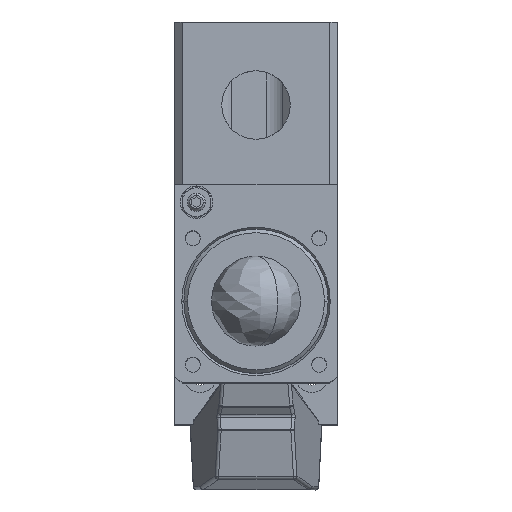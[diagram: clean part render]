
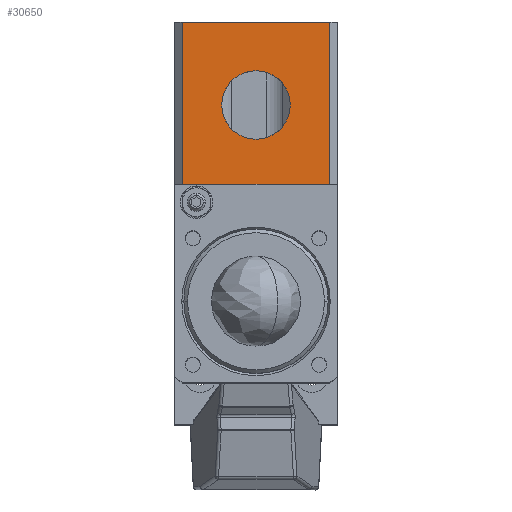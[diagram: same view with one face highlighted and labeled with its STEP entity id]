
A CAD part, top view. The second image highlights one B-rep face of the part: STEP entity #30650.
In plain terms, the highlighted planar face has unit normal (0, 0, 1).
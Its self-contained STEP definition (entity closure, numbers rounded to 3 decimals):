
#5874 = CARTESIAN_POINT ( 'NONE',  ( 8.796, 63.448, 110.9 ) ) ;
#5954 = CARTESIAN_POINT ( 'NONE',  ( -10.204, 63.448, 110.9 ) ) ;
#6058 = CARTESIAN_POINT ( 'NONE',  ( -21.204, 86.448, 110.9 ) ) ;
#6076 = CARTESIAN_POINT ( 'NONE',  ( -21.204, 41.448, 110.9 ) ) ;
#6176 = CARTESIAN_POINT ( 'NONE',  ( 19.796, 86.448, 110.9 ) ) ;
#7951 = CARTESIAN_POINT ( 'NONE',  ( 19.796, 41.448, 110.9 ) ) ;
#14441 = EDGE_CURVE ( 'NONE', #40238, #40183, #40954, .T. ) ;
#14533 = EDGE_CURVE ( 'NONE', #39903, #40033, #34873, .T. ) ;
#14643 = EDGE_CURVE ( 'NONE', #40488, #39345, #35040, .T. ) ;
#15050 = EDGE_CURVE ( 'NONE', #40488, #40183, #35693, .T. ) ;
#15079 = EDGE_CURVE ( 'NONE', #39345, #40238, #35738, .T. ) ;
#15207 = EDGE_CURVE ( 'NONE', #40033, #39903, #35917, .T. ) ;
#19003 = AXIS2_PLACEMENT_3D ( 'NONE', #36642, #36643, #36644 ) ;
#19401 = AXIS2_PLACEMENT_3D ( 'NONE', #27205, #27206, #27208 ) ;
#21570 = AXIS2_PLACEMENT_3D ( 'NONE', #25394, #25395, #25396 ) ;
#25387 = PLANE ( 'NONE',  #21570 ) ;
#25394 = CARTESIAN_POINT ( 'NONE',  ( 21.796, 86.448, 110.9 ) ) ;
#25395 = DIRECTION ( 'NONE',  ( 0., 0., -1. ) ) ;
#25396 = DIRECTION ( 'NONE',  ( -1., 0., 0. ) ) ;
#26229 = FACE_OUTER_BOUND ( 'NONE', #29314, .T. ) ;
#26233 = FACE_BOUND ( 'NONE', #29481, .T. ) ;
#27205 = CARTESIAN_POINT ( 'NONE',  ( -0.704, 63.448, 110.9 ) ) ;
#27206 = DIRECTION ( 'NONE',  ( 0., 0., 1. ) ) ;
#27208 = DIRECTION ( 'NONE',  ( 1., 0., 0. ) ) ;
#29314 = EDGE_LOOP ( 'NONE', ( #30076, #29798, #29694, #30241 ) ) ;
#29481 = EDGE_LOOP ( 'NONE', ( #29754, #29564 ) ) ;
#29564 = ORIENTED_EDGE ( 'NONE', *, *, #15207, .F. ) ;
#29694 = ORIENTED_EDGE ( 'NONE', *, *, #14441, .F. ) ;
#29754 = ORIENTED_EDGE ( 'NONE', *, *, #14533, .F. ) ;
#29798 = ORIENTED_EDGE ( 'NONE', *, *, #15050, .T. ) ;
#30076 = ORIENTED_EDGE ( 'NONE', *, *, #14643, .F. ) ;
#30241 = ORIENTED_EDGE ( 'NONE', *, *, #15079, .F. ) ;
#30650 = ADVANCED_FACE ( 'NONE', ( #26229, #26233 ), #25387, .F. ) ;
#31333 = CARTESIAN_POINT ( 'NONE',  ( 19.796, 86.448, 110.9 ) ) ;
#31338 = DIRECTION ( 'NONE',  ( -1., 0., 0. ) ) ;
#31655 = DIRECTION ( 'NONE',  ( -1., 0., 0. ) ) ;
#31660 = CARTESIAN_POINT ( 'NONE',  ( 21.796, 41.448, 110.9 ) ) ;
#33497 = CARTESIAN_POINT ( 'NONE',  ( 19.796, 86.448, 110.9 ) ) ;
#33502 = DIRECTION ( 'NONE',  ( 0., -1., 0. ) ) ;
#34873 = CIRCLE ( 'NONE', #19003, 9.5 ) ;
#35040 = LINE ( 'NONE', #33497, #35041 ) ;
#35041 = VECTOR ( 'NONE', #33502, 1000. ) ;
#35693 = LINE ( 'NONE', #31333, #35699 ) ;
#35699 = VECTOR ( 'NONE', #31338, 1000. ) ;
#35738 = LINE ( 'NONE', #31660, #35744 ) ;
#35744 = VECTOR ( 'NONE', #31655, 1000. ) ;
#35917 = CIRCLE ( 'NONE', #19401, 9.5 ) ;
#36642 = CARTESIAN_POINT ( 'NONE',  ( -0.704, 63.448, 110.9 ) ) ;
#36643 = DIRECTION ( 'NONE',  ( 0., 0., 1. ) ) ;
#36644 = DIRECTION ( 'NONE',  ( 1., 0., 0. ) ) ;
#39345 = VERTEX_POINT ( 'NONE', #7951 ) ;
#39576 = CARTESIAN_POINT ( 'NONE',  ( -21.204, 86.448, 110.9 ) ) ;
#39582 = DIRECTION ( 'NONE',  ( 0., 1., 0. ) ) ;
#39903 = VERTEX_POINT ( 'NONE', #5874 ) ;
#40033 = VERTEX_POINT ( 'NONE', #5954 ) ;
#40183 = VERTEX_POINT ( 'NONE', #6058 ) ;
#40238 = VERTEX_POINT ( 'NONE', #6076 ) ;
#40488 = VERTEX_POINT ( 'NONE', #6176 ) ;
#40954 = LINE ( 'NONE', #39576, #40958 ) ;
#40958 = VECTOR ( 'NONE', #39582, 1000. ) ;
